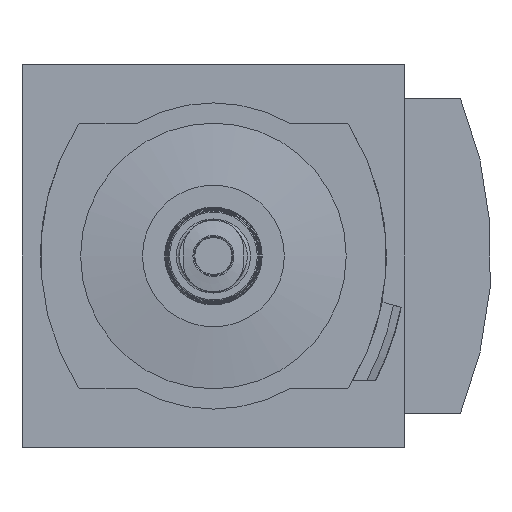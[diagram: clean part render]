
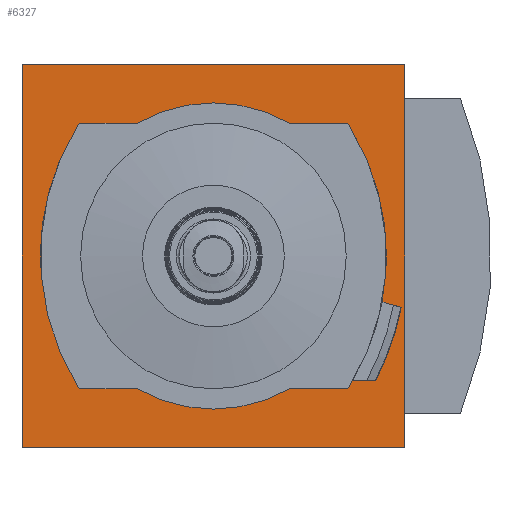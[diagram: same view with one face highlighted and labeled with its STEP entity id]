
A CAD part, front view. The second image highlights one B-rep face of the part: STEP entity #6327.
In plain terms, the highlighted planar face has unit normal (0, -1, 0).
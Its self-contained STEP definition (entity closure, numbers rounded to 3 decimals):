
#131=PLANE('',#6634);
#460=LINE('',#8790,#932);
#461=LINE('',#8793,#933);
#462=LINE('',#8795,#934);
#463=LINE('',#8797,#935);
#464=LINE('',#8798,#936);
#465=LINE('',#8802,#937);
#466=LINE('',#8805,#938);
#467=LINE('',#8809,#939);
#468=LINE('',#8814,#940);
#469=LINE('',#8818,#941);
#932=VECTOR('',#7349,1000.);
#933=VECTOR('',#7350,1000.);
#934=VECTOR('',#7351,1000.);
#935=VECTOR('',#7352,1000.);
#936=VECTOR('',#7353,1000.);
#937=VECTOR('',#7356,1000.);
#938=VECTOR('',#7359,1000.);
#939=VECTOR('',#7362,1000.);
#940=VECTOR('',#7367,1000.);
#941=VECTOR('',#7370,1000.);
#1229=CIRCLE('',#6626,40.);
#1231=CIRCLE('',#6628,40.);
#1235=CIRCLE('',#6633,40.);
#1236=CIRCLE('',#6635,41.2);
#1237=CIRCLE('',#6636,0.5);
#1238=CIRCLE('',#6637,24.8);
#1239=CIRCLE('',#6638,0.5);
#1240=CIRCLE('',#6639,0.5);
#1241=CIRCLE('',#6640,24.8);
#1242=CIRCLE('',#6641,0.5);
#1696=ORIENTED_EDGE('',*,*,#2876,.F.);
#1697=ORIENTED_EDGE('',*,*,#2877,.F.);
#1698=ORIENTED_EDGE('',*,*,#2878,.T.);
#1699=ORIENTED_EDGE('',*,*,#2879,.T.);
#1700=ORIENTED_EDGE('',*,*,#2865,.T.);
#1701=ORIENTED_EDGE('',*,*,#2880,.F.);
#1702=ORIENTED_EDGE('',*,*,#2881,.F.);
#1703=ORIENTED_EDGE('',*,*,#2882,.F.);
#1704=ORIENTED_EDGE('',*,*,#2861,.T.);
#1705=ORIENTED_EDGE('',*,*,#2883,.T.);
#1706=ORIENTED_EDGE('',*,*,#2884,.T.);
#1707=ORIENTED_EDGE('',*,*,#2885,.T.);
#1708=ORIENTED_EDGE('',*,*,#2886,.T.);
#1709=ORIENTED_EDGE('',*,*,#2887,.T.);
#1710=ORIENTED_EDGE('',*,*,#2873,.T.);
#1711=ORIENTED_EDGE('',*,*,#2888,.T.);
#1712=ORIENTED_EDGE('',*,*,#2889,.T.);
#1713=ORIENTED_EDGE('',*,*,#2890,.T.);
#1714=ORIENTED_EDGE('',*,*,#2891,.T.);
#1715=ORIENTED_EDGE('',*,*,#2892,.T.);
#2861=EDGE_CURVE('',#3452,#3451,#1229,.T.);
#2865=EDGE_CURVE('',#3448,#3455,#1231,.T.);
#2873=EDGE_CURVE('',#3460,#3463,#1235,.T.);
#2876=EDGE_CURVE('',#3464,#3465,#460,.T.);
#2877=EDGE_CURVE('',#3466,#3464,#461,.T.);
#2878=EDGE_CURVE('',#3466,#3467,#462,.T.);
#2879=EDGE_CURVE('',#3467,#3465,#463,.T.);
#2880=EDGE_CURVE('',#3468,#3455,#464,.T.);
#2881=EDGE_CURVE('',#3469,#3468,#1236,.F.);
#2882=EDGE_CURVE('',#3452,#3469,#465,.T.);
#2883=EDGE_CURVE('',#3451,#3470,#1237,.T.);
#2884=EDGE_CURVE('',#3470,#3471,#466,.T.);
#2885=EDGE_CURVE('',#3471,#3472,#1238,.T.);
#2886=EDGE_CURVE('',#3472,#3473,#467,.T.);
#2887=EDGE_CURVE('',#3473,#3460,#1239,.T.);
#2888=EDGE_CURVE('',#3463,#3474,#1240,.T.);
#2889=EDGE_CURVE('',#3474,#3475,#468,.T.);
#2890=EDGE_CURVE('',#3475,#3476,#1241,.T.);
#2891=EDGE_CURVE('',#3476,#3477,#469,.T.);
#2892=EDGE_CURVE('',#3477,#3448,#1242,.T.);
#3448=VERTEX_POINT('',#8755);
#3451=VERTEX_POINT('',#8760);
#3452=VERTEX_POINT('',#8762);
#3455=VERTEX_POINT('',#8768);
#3460=VERTEX_POINT('',#8780);
#3463=VERTEX_POINT('',#8785);
#3464=VERTEX_POINT('',#8791);
#3465=VERTEX_POINT('',#8792);
#3466=VERTEX_POINT('',#8794);
#3467=VERTEX_POINT('',#8796);
#3468=VERTEX_POINT('',#8799);
#3469=VERTEX_POINT('',#8801);
#3470=VERTEX_POINT('',#8804);
#3471=VERTEX_POINT('',#8806);
#3472=VERTEX_POINT('',#8808);
#3473=VERTEX_POINT('',#8810);
#3474=VERTEX_POINT('',#8813);
#3475=VERTEX_POINT('',#8815);
#3476=VERTEX_POINT('',#8817);
#3477=VERTEX_POINT('',#8819);
#3817=EDGE_LOOP('',(#1696,#1697,#1698,#1699));
#3818=EDGE_LOOP('',(#1700,#1701,#1702,#1703,#1704,#1705,#1706,#1707,#1708,
#1709,#1710,#1711,#1712,#1713,#1714,#1715));
#4138=FACE_BOUND('',#3817,.T.);
#4139=FACE_BOUND('',#3818,.T.);
#6327=ADVANCED_FACE('',(#4138,#4139),#131,.F.);
#6626=AXIS2_PLACEMENT_3D('',#8761,#7323,#7324);
#6628=AXIS2_PLACEMENT_3D('',#8769,#7329,#7330);
#6633=AXIS2_PLACEMENT_3D('',#8786,#7343,#7344);
#6634=AXIS2_PLACEMENT_3D('',#8789,#7347,#7348);
#6635=AXIS2_PLACEMENT_3D('',#8800,#7354,#7355);
#6636=AXIS2_PLACEMENT_3D('',#8803,#7357,#7358);
#6637=AXIS2_PLACEMENT_3D('',#8807,#7360,#7361);
#6638=AXIS2_PLACEMENT_3D('',#8811,#7363,#7364);
#6639=AXIS2_PLACEMENT_3D('',#8812,#7365,#7366);
#6640=AXIS2_PLACEMENT_3D('',#8816,#7368,#7369);
#6641=AXIS2_PLACEMENT_3D('',#8820,#7371,#7372);
#7323=DIRECTION('',(0.,1.,0.));
#7324=DIRECTION('',(1.,0.,0.));
#7329=DIRECTION('',(0.,1.,0.));
#7330=DIRECTION('',(1.,0.,0.));
#7343=DIRECTION('',(0.,1.,0.));
#7344=DIRECTION('',(1.,0.,0.));
#7347=DIRECTION('',(0.,1.,0.));
#7348=DIRECTION('',(0.,0.,1.));
#7349=DIRECTION('',(-1.,0.,0.));
#7350=DIRECTION('',(0.,0.,-1.));
#7351=DIRECTION('',(-1.,0.,0.));
#7352=DIRECTION('',(0.,0.,-1.));
#7353=DIRECTION('',(-0.966,0.,0.259));
#7354=DIRECTION('',(0.,1.,0.));
#7355=DIRECTION('',(0.,0.,1.));
#7356=DIRECTION('',(1.,0.,0.));
#7357=DIRECTION('',(0.,1.,0.));
#7358=DIRECTION('',(1.,0.,0.));
#7359=DIRECTION('',(-1.,0.,0.));
#7360=DIRECTION('',(0.,1.,0.));
#7361=DIRECTION('',(1.,0.,0.));
#7362=DIRECTION('',(-1.,0.,0.));
#7363=DIRECTION('',(0.,1.,0.));
#7364=DIRECTION('',(1.,0.,0.));
#7365=DIRECTION('',(0.,1.,0.));
#7366=DIRECTION('',(1.,0.,0.));
#7367=DIRECTION('',(1.,0.,0.));
#7368=DIRECTION('',(0.,1.,0.));
#7369=DIRECTION('',(1.,0.,0.));
#7370=DIRECTION('',(1.,0.,0.));
#7371=DIRECTION('',(0.,1.,0.));
#7372=DIRECTION('',(1.,0.,0.));
#8755=CARTESIAN_POINT('',(21.879,-45.,21.266));
#8760=CARTESIAN_POINT('',(21.879,-45.,-21.266));
#8761=CARTESIAN_POINT('',(-12.,-45.,0.));
#8762=CARTESIAN_POINT('',(22.554,-45.,-20.15));
#8768=CARTESIAN_POINT('',(27.298,-45.,-7.463));
#8769=CARTESIAN_POINT('',(-12.,-45.,0.));
#8780=CARTESIAN_POINT('',(-21.879,-45.,-21.266));
#8785=CARTESIAN_POINT('',(-21.879,-45.,21.266));
#8786=CARTESIAN_POINT('',(12.,-45.,0.));
#8789=CARTESIAN_POINT('',(0.,-45.,0.));
#8790=CARTESIAN_POINT('',(0.,-45.,-31.));
#8791=CARTESIAN_POINT('',(31.,-45.,-31.));
#8792=CARTESIAN_POINT('',(-31.,-45.,-31.));
#8793=CARTESIAN_POINT('',(31.,-45.,31.));
#8794=CARTESIAN_POINT('',(31.,-45.,31.));
#8795=CARTESIAN_POINT('',(0.,-45.,31.));
#8796=CARTESIAN_POINT('',(-31.,-45.,31.));
#8797=CARTESIAN_POINT('',(-31.,-45.,-25.5));
#8798=CARTESIAN_POINT('',(30.42,-45.,-8.3));
#8799=CARTESIAN_POINT('',(28.487,-45.,-7.782));
#8800=CARTESIAN_POINT('',(-12.,-45.,-0.15));
#8801=CARTESIAN_POINT('',(24.02,-45.,-20.15));
#8802=CARTESIAN_POINT('',(0.,-45.,-20.15));
#8803=CARTESIAN_POINT('',(21.455,-45.,-21.));
#8804=CARTESIAN_POINT('',(21.455,-45.,-21.5));
#8805=CARTESIAN_POINT('',(21.455,-45.,-21.5));
#8806=CARTESIAN_POINT('',(12.361,-45.,-21.5));
#8807=CARTESIAN_POINT('',(0.,-45.,0.));
#8808=CARTESIAN_POINT('',(-12.361,-45.,-21.5));
#8809=CARTESIAN_POINT('',(-12.361,-45.,-21.5));
#8810=CARTESIAN_POINT('',(-21.455,-45.,-21.5));
#8811=CARTESIAN_POINT('',(-21.455,-45.,-21.));
#8812=CARTESIAN_POINT('',(-21.455,-45.,21.));
#8813=CARTESIAN_POINT('',(-21.455,-45.,21.5));
#8814=CARTESIAN_POINT('',(-21.455,-45.,21.5));
#8815=CARTESIAN_POINT('',(-12.361,-45.,21.5));
#8816=CARTESIAN_POINT('',(0.,-45.,0.));
#8817=CARTESIAN_POINT('',(12.361,-45.,21.5));
#8818=CARTESIAN_POINT('',(12.361,-45.,21.5));
#8819=CARTESIAN_POINT('',(21.455,-45.,21.5));
#8820=CARTESIAN_POINT('',(21.455,-45.,21.));
